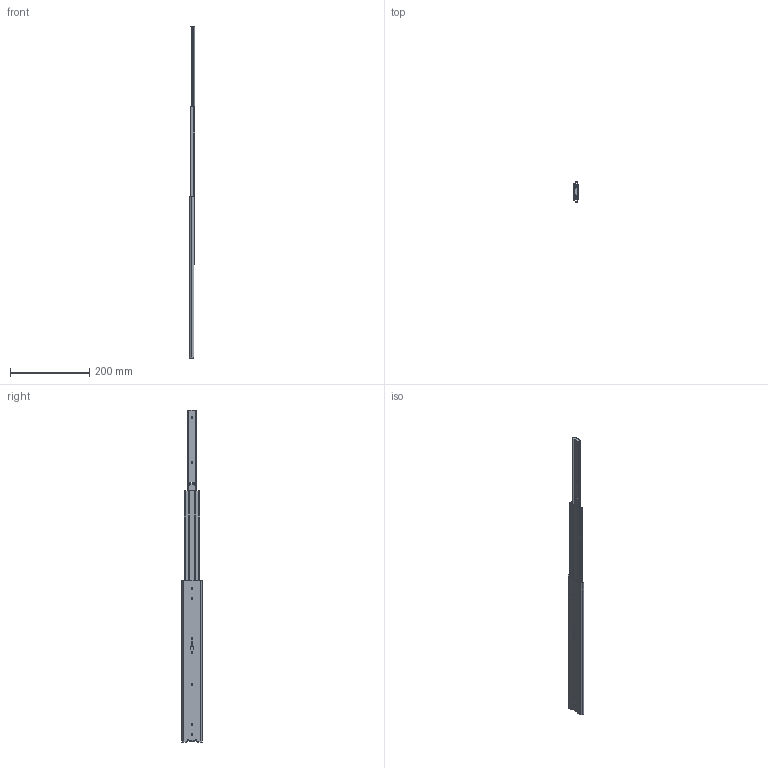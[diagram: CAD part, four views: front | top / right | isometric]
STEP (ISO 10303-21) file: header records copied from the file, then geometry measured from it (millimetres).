
FILE_DESCRIPTION (( 'STEP AP203' ), '1' );
FILE_NAME ('Y515_16.STEP', '2021-09-15T08:01:59', ( '' ), ( '' ), 'SwSTEP 2.0', 'SolidWorks 2019', '' );
FILE_SCHEMA (( 'CONFIG_CONTROL_DESIGN' ));
Length unit declared in the file: millimetre
Products named in the file (8): Y515_16; Y515_16 OM; Y515_16 IM; PN87（カシメ）; Y515_16 CM; PN102リベット; PN81バネ（圧縮）; フリッパーロックKB09
Assembly tree (8 placements, depth 2):
  Y515_16
    Y515_16 OM
    Y515_16 CM
    フリッパーロックKB09
    PN87（カシメ）
    Y515_16 IM
    PN81バネ（圧縮）
    PN102リベット  x2
Bounding box: 12.7 x 50.78 x 836.9 mm (x, y, z)
Volume: 110658.1 mm3; surface area: 144896.2 mm2
Topology: 9 solids, 9 shells, 329 faces, 919 edges, 610 vertices
Faces by surface type: plane 164, cylinder 159, bspline 4, torus 2
Entity records: 11869 total; most frequent: CARTESIAN_POINT 2374, DIRECTION 1823, ORIENTED_EDGE 1814, EDGE_CURVE 907, AXIS2_PLACEMENT_3D 623, VERTEX_POINT 602, LINE 577, VECTOR 577
